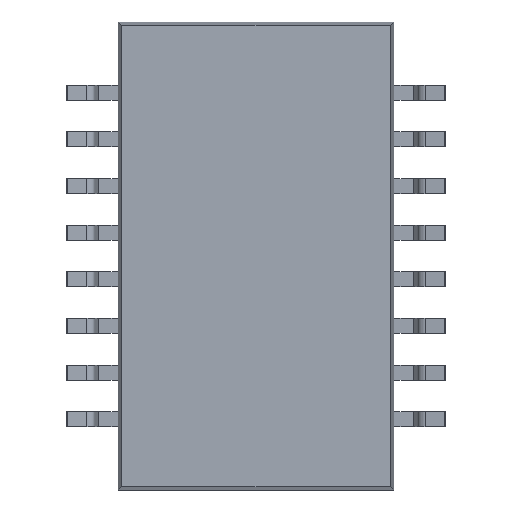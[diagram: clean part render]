
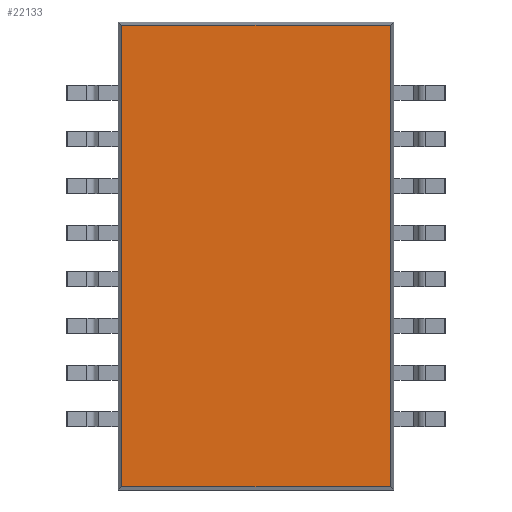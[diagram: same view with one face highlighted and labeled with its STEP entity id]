
A CAD part, front view. The second image highlights one B-rep face of the part: STEP entity #22133.
In plain terms, the highlighted planar face has unit normal (0, -1, 0).
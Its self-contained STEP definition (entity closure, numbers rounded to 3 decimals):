
#2304=PLANE('',#22923);
#3475=FACE_OUTER_BOUND('',#4711,.T.);
#4711=EDGE_LOOP('',(#20762,#20763,#20764,#20765));
#6735=LINE('',#41990,#8789);
#6738=LINE('',#41995,#8792);
#6740=LINE('',#41999,#8794);
#6741=LINE('',#42001,#8795);
#8789=VECTOR('',#26411,1000.);
#8792=VECTOR('',#26416,1000.);
#8794=VECTOR('',#26420,1000.);
#8795=VECTOR('',#26423,1000.);
#11099=VERTEX_POINT('',#41987);
#11100=VERTEX_POINT('',#41989);
#11101=VERTEX_POINT('',#41993);
#11102=VERTEX_POINT('',#41997);
#14327=EDGE_CURVE('',#11100,#11099,#6735,.T.);
#14330=EDGE_CURVE('',#11099,#11101,#6738,.T.);
#14332=EDGE_CURVE('',#11101,#11102,#6740,.T.);
#14333=EDGE_CURVE('',#11102,#11100,#6741,.T.);
#20762=ORIENTED_EDGE('',*,*,#14327,.T.);
#20763=ORIENTED_EDGE('',*,*,#14330,.T.);
#20764=ORIENTED_EDGE('',*,*,#14332,.T.);
#20765=ORIENTED_EDGE('',*,*,#14333,.T.);
#22133=ADVANCED_FACE('',(#3475),#2304,.T.);
#22923=AXIS2_PLACEMENT_3D('',#42002,#26424,#26425);
#26411=DIRECTION('',(1.,0.,0.));
#26416=DIRECTION('',(0.,0.,1.));
#26420=DIRECTION('',(-1.,0.,0.));
#26423=DIRECTION('',(0.,0.,-1.));
#26424=DIRECTION('center_axis',(0.,-1.,0.));
#26425=DIRECTION('ref_axis',(0.,0.,-1.));
#41987=CARTESIAN_POINT('',(3.658,0.3,-6.283));
#41989=CARTESIAN_POINT('',(-3.658,0.3,-6.283));
#41990=CARTESIAN_POINT('',(-3.75,0.3,-6.283));
#41993=CARTESIAN_POINT('',(3.658,0.3,6.283));
#41995=CARTESIAN_POINT('',(3.658,0.3,-6.375));
#41997=CARTESIAN_POINT('',(-3.658,0.3,6.283));
#41999=CARTESIAN_POINT('',(3.75,0.3,6.283));
#42001=CARTESIAN_POINT('',(-3.658,0.3,6.375));
#42002=CARTESIAN_POINT('Origin',(0.,0.3,0.));
